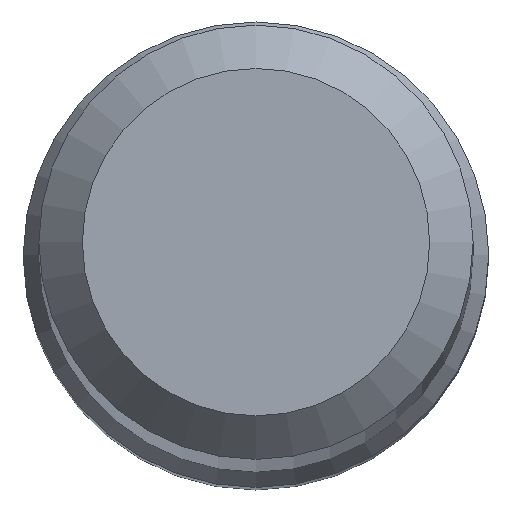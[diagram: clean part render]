
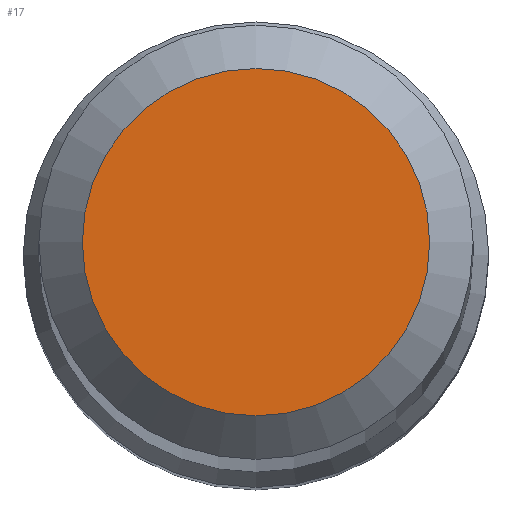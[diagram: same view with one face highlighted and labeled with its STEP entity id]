
A CAD part, top view. The second image highlights one B-rep face of the part: STEP entity #17.
In plain terms, the highlighted planar face has unit normal (0, 0, 1).
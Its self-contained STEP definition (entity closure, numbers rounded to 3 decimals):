
#3 = DIRECTION ( 'NONE',  ( 0., 0., -1. ) ) ;
#8 = DIRECTION ( 'NONE',  ( 0., 0., 1. ) ) ;
#9 = VERTEX_POINT ( 'NONE', #220 ) ;
#11 = PLANE ( 'NONE',  #51 ) ;
#17 = ADVANCED_FACE ( 'NONE', ( #198 ), #11, .T. ) ;
#43 = DIRECTION ( 'NONE',  ( 0., 1., 0. ) ) ;
#51 = AXIS2_PLACEMENT_3D ( 'NONE', #86, #8, #234 ) ;
#86 = CARTESIAN_POINT ( 'NONE',  ( 0., 0., 80. ) ) ;
#135 = EDGE_LOOP ( 'NONE', ( #170 ) ) ;
#170 = ORIENTED_EDGE ( 'NONE', *, *, #189, .F. ) ;
#175 = CARTESIAN_POINT ( 'NONE',  ( 0., 0., 80. ) ) ;
#185 = CIRCLE ( 'NONE', #203, 1.6 ) ;
#189 = EDGE_CURVE ( 'NONE', #9, #9, #185, .T. ) ;
#198 = FACE_OUTER_BOUND ( 'NONE', #135, .T. ) ;
#203 = AXIS2_PLACEMENT_3D ( 'NONE', #175, #3, #43 ) ;
#220 = CARTESIAN_POINT ( 'NONE',  ( 0., 1.6, 80. ) ) ;
#234 = DIRECTION ( 'NONE',  ( 0., -1., 0. ) ) ;
